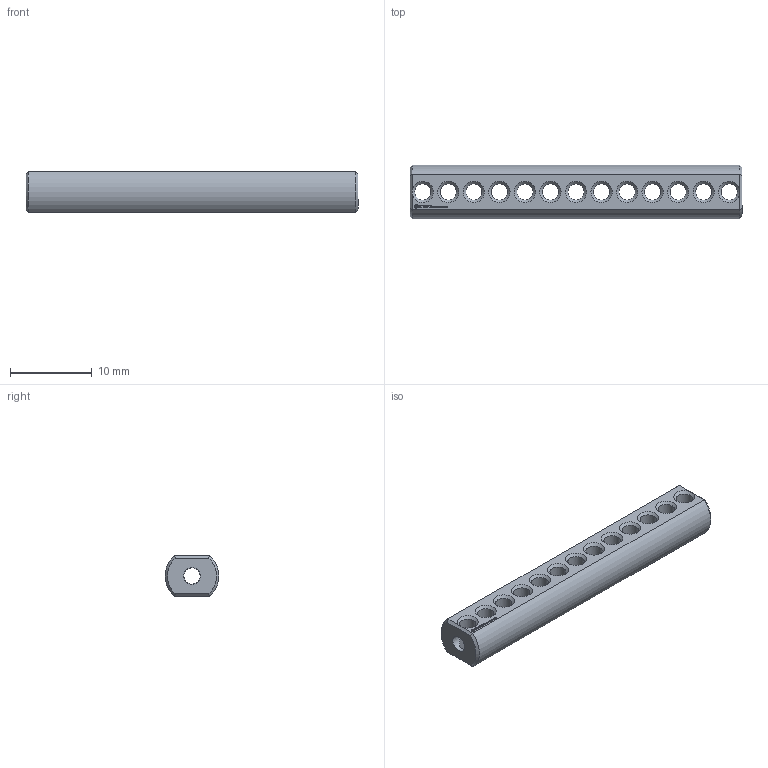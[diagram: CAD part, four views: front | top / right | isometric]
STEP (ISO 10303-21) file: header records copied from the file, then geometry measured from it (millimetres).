
FILE_DESCRIPTION(('FreeCAD Model'),'2;1');
FILE_NAME('Open CASCADE Shape Model','2024-06-18T12:03:53',(''),(''), 'Open CASCADE STEP processor 7.6','FreeCAD','Unknown');
FILE_SCHEMA(('AUTOMOTIVE_DESIGN { 1 0 10303 214 1 1 1 1 }'));
Length unit declared in the file: millimetre
Products named in the file (1): Shaft IDX BU03.25 - SPN-SFT-0133 (stemfie.org)
Bounding box: 40.62 x 6.6 x 5 mm (x, y, z)
Volume: 925.8 mm3; surface area: 1205.7 mm2
Topology: 1 solids, 1 shells, 569 faces, 1644 edges, 1076 vertices
Faces by surface type: plane 321, extrusion 176, cylinder 42, cone 30
Full cylindrical faces by diameter (mm): 2 x40
Entity records: 18882 total; most frequent: CARTESIAN_POINT 4346, ORIENTED_EDGE 3288, DIRECTION 2438, EDGE_CURVE 1644, VECTOR 1286, LINE 1110, VERTEX_POINT 1076, FACE_BOUND 622
